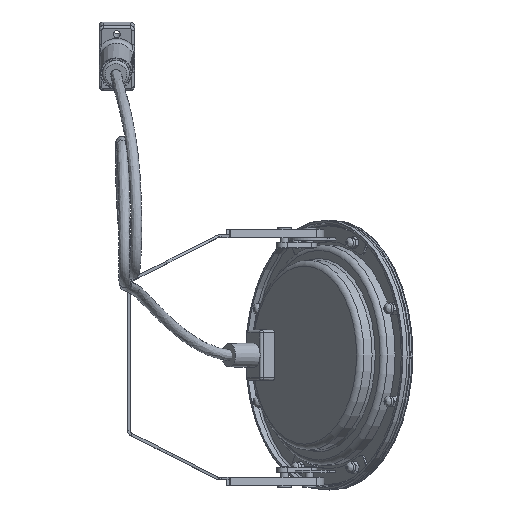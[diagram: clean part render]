
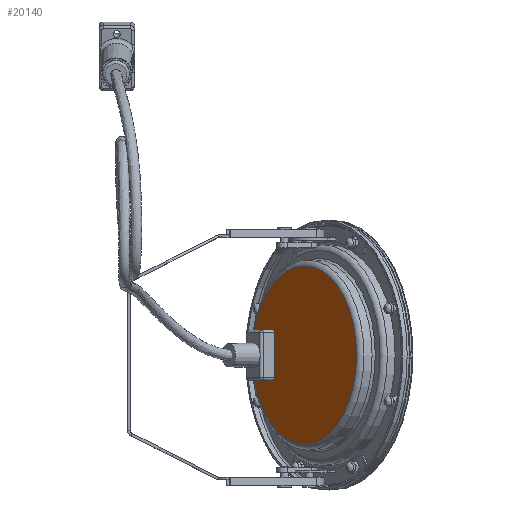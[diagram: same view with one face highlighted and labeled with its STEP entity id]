
A CAD part, top view. The second image highlights one B-rep face of the part: STEP entity #20140.
In plain terms, the highlighted face is planar.
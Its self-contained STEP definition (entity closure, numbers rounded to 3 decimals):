
#925=FACE_BOUND('',#6945,.T.);
#1394=LINE('',#32169,#3540);
#1397=LINE('',#32177,#3543);
#1400=LINE('',#32185,#3546);
#1402=LINE('',#32191,#3548);
#3540=VECTOR('',#23313,10.);
#3543=VECTOR('',#23322,10.);
#3546=VECTOR('',#23331,10.);
#3548=VECTOR('',#23339,10.);
#5712=FACE_OUTER_BOUND('',#6944,.T.);
#6944=EDGE_LOOP('',(#15054,#15055));
#6945=EDGE_LOOP('',(#15056,#15057,#15058,#15059,#15060,#15061,#15062,#15063));
#7833=CIRCLE('',#21221,2.);
#7834=CIRCLE('',#21224,2.);
#7835=CIRCLE('',#21227,2.);
#7836=CIRCLE('',#21230,2.);
#7904=CIRCLE('',#21473,65.422);
#7905=CIRCLE('',#21474,65.422);
#8650=VERTEX_POINT('',#32161);
#8651=VERTEX_POINT('',#32163);
#8652=VERTEX_POINT('',#32167);
#8653=VERTEX_POINT('',#32171);
#8654=VERTEX_POINT('',#32175);
#8655=VERTEX_POINT('',#32179);
#8656=VERTEX_POINT('',#32183);
#8657=VERTEX_POINT('',#32187);
#8912=VERTEX_POINT('',#33014);
#8913=VERTEX_POINT('',#33015);
#10761=EDGE_CURVE('',#8650,#8651,#7833,.F.);
#10764=EDGE_CURVE('',#8650,#8652,#1394,.T.);
#10766=EDGE_CURVE('',#8653,#8652,#7834,.F.);
#10768=EDGE_CURVE('',#8653,#8654,#1397,.T.);
#10770=EDGE_CURVE('',#8655,#8654,#7835,.F.);
#10772=EDGE_CURVE('',#8655,#8656,#1400,.T.);
#10774=EDGE_CURVE('',#8657,#8656,#7836,.F.);
#10775=EDGE_CURVE('',#8657,#8651,#1402,.T.);
#11170=EDGE_CURVE('',#8912,#8913,#7904,.T.);
#11171=EDGE_CURVE('',#8913,#8912,#7905,.T.);
#15054=ORIENTED_EDGE('',*,*,#11170,.F.);
#15055=ORIENTED_EDGE('',*,*,#11171,.F.);
#15056=ORIENTED_EDGE('',*,*,#10775,.T.);
#15057=ORIENTED_EDGE('',*,*,#10761,.F.);
#15058=ORIENTED_EDGE('',*,*,#10764,.T.);
#15059=ORIENTED_EDGE('',*,*,#10766,.F.);
#15060=ORIENTED_EDGE('',*,*,#10768,.T.);
#15061=ORIENTED_EDGE('',*,*,#10770,.F.);
#15062=ORIENTED_EDGE('',*,*,#10772,.T.);
#15063=ORIENTED_EDGE('',*,*,#10774,.F.);
#19205=PLANE('',#21472);
#20140=ADVANCED_FACE('',(#5712,#925),#19205,.T.);
#21221=AXIS2_PLACEMENT_3D('',#32164,#23307,#23308);
#21224=AXIS2_PLACEMENT_3D('',#32173,#23317,#23318);
#21227=AXIS2_PLACEMENT_3D('',#32181,#23326,#23327);
#21230=AXIS2_PLACEMENT_3D('',#32189,#23335,#23336);
#21472=AXIS2_PLACEMENT_3D('',#33013,#24147,#24148);
#21473=AXIS2_PLACEMENT_3D('',#33016,#24149,#24150);
#21474=AXIS2_PLACEMENT_3D('',#33017,#24151,#24152);
#23307=DIRECTION('center_axis',(0.,0.,1.));
#23308=DIRECTION('ref_axis',(0.707,0.707,0.));
#23313=DIRECTION('',(-1.,0.,0.));
#23317=DIRECTION('center_axis',(0.,0.,1.));
#23318=DIRECTION('ref_axis',(-0.707,0.707,0.));
#23322=DIRECTION('',(0.,-1.,0.));
#23326=DIRECTION('center_axis',(0.,0.,1.));
#23327=DIRECTION('ref_axis',(-0.707,-0.707,0.));
#23331=DIRECTION('',(1.,0.,0.));
#23335=DIRECTION('center_axis',(0.,0.,1.));
#23336=DIRECTION('ref_axis',(0.707,-0.707,0.));
#23339=DIRECTION('',(0.,1.,0.));
#24147=DIRECTION('center_axis',(0.,0.,-1.));
#24148=DIRECTION('ref_axis',(-1.,0.,0.));
#24149=DIRECTION('center_axis',(0.,0.,1.));
#24150=DIRECTION('ref_axis',(1.,0.,0.));
#24151=DIRECTION('center_axis',(0.,0.,1.));
#24152=DIRECTION('ref_axis',(1.,0.,0.));
#32161=CARTESIAN_POINT('',(16.514,-37.995,-27.645));
#32163=CARTESIAN_POINT('',(18.514,-39.995,-27.645));
#32164=CARTESIAN_POINT('Origin',(16.514,-39.995,-27.645));
#32167=CARTESIAN_POINT('',(-16.558,-37.995,-27.645));
#32169=CARTESIAN_POINT('',(23.432,-37.995,-27.645));
#32171=CARTESIAN_POINT('',(-18.558,-39.995,-27.645));
#32173=CARTESIAN_POINT('Origin',(-16.558,-39.995,-27.645));
#32175=CARTESIAN_POINT('',(-18.558,-55.977,-27.645));
#32177=CARTESIAN_POINT('',(-18.558,-28.988,-27.645));
#32179=CARTESIAN_POINT('',(-16.558,-57.977,-27.645));
#32181=CARTESIAN_POINT('Origin',(-16.558,-55.977,-27.645));
#32183=CARTESIAN_POINT('',(16.514,-57.977,-27.645));
#32185=CARTESIAN_POINT('',(41.968,-57.977,-27.645));
#32187=CARTESIAN_POINT('',(18.514,-55.977,-27.645));
#32189=CARTESIAN_POINT('Origin',(16.514,-55.977,-27.645));
#32191=CARTESIAN_POINT('',(18.514,-18.998,-27.645));
#33013=CARTESIAN_POINT('Origin',(65.422,0.,-27.645));
#33014=CARTESIAN_POINT('',(65.422,0.,-27.645));
#33015=CARTESIAN_POINT('',(-65.422,0.,-27.645));
#33016=CARTESIAN_POINT('Origin',(0.,0.,-27.645));
#33017=CARTESIAN_POINT('Origin',(0.,0.,-27.645));
